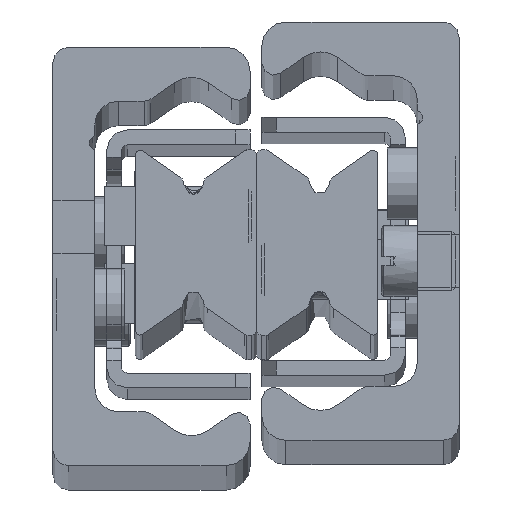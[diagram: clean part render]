
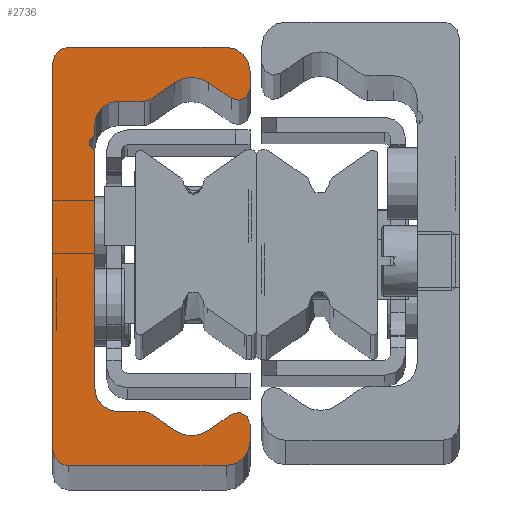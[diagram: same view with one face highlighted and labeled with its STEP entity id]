
A CAD part, top view. The second image highlights one B-rep face of the part: STEP entity #2736.
In plain terms, the highlighted planar face has unit normal (0, 0, 1).
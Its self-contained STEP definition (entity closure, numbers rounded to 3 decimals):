
#1658=CARTESIAN_POINT('',(1.299,0.,1170.0));
#1659=VERTEX_POINT('',#1658);
#1660=CARTESIAN_POINT('',(-0.001,1.3,1170.0));
#1661=VERTEX_POINT('',#1660);
#1662=CARTESIAN_POINT('',(1.299,1.3,1170.0));
#1663=DIRECTION('',(0.0,0.0,-1.0));
#1664=DIRECTION('',(-1.0,0.0,0.0));
#1665=AXIS2_PLACEMENT_3D('',#1662,#1663,#1664);
#1666=CIRCLE('',#1665,1.3);
#1667=EDGE_CURVE('',#1659,#1661,#1666,.T.);
#1700=CARTESIAN_POINT('',(-0.001,33.7,1170.0));
#1701=VERTEX_POINT('',#1700);
#1702=CARTESIAN_POINT('',(-0.001,1.3,1170.0));
#1703=DIRECTION('',(0.0,1.0,0.0));
#1704=VECTOR('',#1703,32.4);
#1705=LINE('',#1702,#1704);
#1706=EDGE_CURVE('',#1661,#1701,#1705,.T.);
#1788=CARTESIAN_POINT('',(1.299,35.0,1170.0));
#1789=VERTEX_POINT('',#1788);
#1790=CARTESIAN_POINT('',(1.299,33.7,1170.0));
#1791=DIRECTION('',(0.0,0.0,-1.0));
#1792=DIRECTION('',(0.0,1.0,0.0));
#1793=AXIS2_PLACEMENT_3D('',#1790,#1791,#1792);
#1794=CIRCLE('',#1793,1.3);
#1795=EDGE_CURVE('',#1701,#1789,#1794,.T.);
#1821=CARTESIAN_POINT('',(14.499,35.0,1170.0));
#1822=VERTEX_POINT('',#1821);
#1823=CARTESIAN_POINT('',(1.299,35.0,1170.0));
#1824=DIRECTION('',(1.0,0.0,0.0));
#1825=VECTOR('',#1824,13.2);
#1826=LINE('',#1823,#1825);
#1827=EDGE_CURVE('',#1789,#1822,#1826,.T.);
#1852=CARTESIAN_POINT('',(16.499,33.0,1170.0));
#1853=VERTEX_POINT('',#1852);
#1854=CARTESIAN_POINT('',(14.499,33.0,1170.0));
#1855=DIRECTION('',(0.0,0.0,-1.0));
#1856=DIRECTION('',(1.0,0.0,0.0));
#1857=AXIS2_PLACEMENT_3D('',#1854,#1855,#1856);
#1858=CIRCLE('',#1857,2.0);
#1859=EDGE_CURVE('',#1822,#1853,#1858,.T.);
#1885=CARTESIAN_POINT('',(16.499,31.542,1170.0));
#1886=VERTEX_POINT('',#1885);
#1887=CARTESIAN_POINT('',(16.499,33.0,1170.0));
#1888=DIRECTION('',(0.0,-1.0,0.0));
#1889=VECTOR('',#1888,1.458);
#1890=LINE('',#1887,#1889);
#1891=EDGE_CURVE('',#1853,#1886,#1890,.T.);
#1916=CARTESIAN_POINT('',(14.926,30.723,1170.0));
#1917=VERTEX_POINT('',#1916);
#1918=CARTESIAN_POINT('',(15.499,31.542,1170.0));
#1919=DIRECTION('',(0.0,0.0,-1.0));
#1920=DIRECTION('',(-0.574,-0.819,0.0));
#1921=AXIS2_PLACEMENT_3D('',#1918,#1919,#1920);
#1922=CIRCLE('',#1921,1.);
#1923=EDGE_CURVE('',#1886,#1917,#1922,.T.);
#1949=CARTESIAN_POINT('',(13.033,32.048,1170.0));
#1950=VERTEX_POINT('',#1949);
#1951=CARTESIAN_POINT('',(14.926,30.723,1170.0));
#1952=DIRECTION('',(-0.819,0.574,0.0));
#1953=VECTOR('',#1952,2.31);
#1954=LINE('',#1951,#1953);
#1955=EDGE_CURVE('',#1917,#1950,#1954,.T.);
#1980=CARTESIAN_POINT('',(10.165,32.048,1170.0));
#1981=VERTEX_POINT('',#1980);
#1982=CARTESIAN_POINT('',(11.599,30.0,1170.0));
#1983=DIRECTION('',(0.0,0.0,1.));
#1984=DIRECTION('',(-0.574,-0.819,0.0));
#1985=AXIS2_PLACEMENT_3D('',#1982,#1983,#1984);
#1986=CIRCLE('',#1985,2.5);
#1987=EDGE_CURVE('',#1950,#1981,#1986,.T.);
#2013=CARTESIAN_POINT('',(8.213,30.681,1170.0));
#2014=VERTEX_POINT('',#2013);
#2015=CARTESIAN_POINT('',(10.165,32.048,1170.0));
#2016=DIRECTION('',(-0.819,-0.574,0.0));
#2017=VECTOR('',#2016,2.383);
#2018=LINE('',#2015,#2017);
#2019=EDGE_CURVE('',#1981,#2014,#2018,.T.);
#2044=CARTESIAN_POINT('',(7.64,30.5,1170.0));
#2045=VERTEX_POINT('',#2044);
#2046=CARTESIAN_POINT('',(7.64,31.5,1170.0));
#2047=DIRECTION('',(0.0,0.0,-1.0));
#2048=DIRECTION('',(0.0,-1.0,0.0));
#2049=AXIS2_PLACEMENT_3D('',#2046,#2047,#2048);
#2050=CIRCLE('',#2049,1.);
#2051=EDGE_CURVE('',#2014,#2045,#2050,.T.);
#2077=CARTESIAN_POINT('',(5.499,30.5,1170.0));
#2078=VERTEX_POINT('',#2077);
#2079=CARTESIAN_POINT('',(7.64,30.5,1170.0));
#2080=DIRECTION('',(-1.0,0.0,0.0));
#2081=VECTOR('',#2080,2.14);
#2082=LINE('',#2079,#2081);
#2083=EDGE_CURVE('',#2045,#2078,#2082,.T.);
#2108=CARTESIAN_POINT('',(3.499,28.5,1170.0));
#2109=VERTEX_POINT('',#2108);
#2110=CARTESIAN_POINT('',(5.499,28.5,1170.0));
#2111=DIRECTION('',(0.0,0.0,1.0));
#2112=DIRECTION('',(0.0,-1.0,0.0));
#2113=AXIS2_PLACEMENT_3D('',#2110,#2111,#2112);
#2114=CIRCLE('',#2113,2.0);
#2115=EDGE_CURVE('',#2078,#2109,#2114,.T.);
#2141=CARTESIAN_POINT('',(3.499,27.671,1170.0));
#2142=VERTEX_POINT('',#2141);
#2143=CARTESIAN_POINT('',(3.499,28.5,1170.0));
#2144=DIRECTION('',(0.0,-1.0,0.0));
#2145=VECTOR('',#2144,0.829);
#2146=LINE('',#2143,#2145);
#2147=EDGE_CURVE('',#2109,#2142,#2146,.T.);
#2172=CARTESIAN_POINT('',(3.357,27.479,1170.0));
#2173=VERTEX_POINT('',#2172);
#2174=CARTESIAN_POINT('',(3.299,27.671,1170.0));
#2175=DIRECTION('',(0.0,0.0,-1.0));
#2176=DIRECTION('',(0.286,-0.958,0.0));
#2177=AXIS2_PLACEMENT_3D('',#2174,#2175,#2176);
#2178=CIRCLE('',#2177,0.2);
#2179=EDGE_CURVE('',#2142,#2173,#2178,.T.);
#2205=CARTESIAN_POINT('',(3.357,26.521,1170.0));
#2206=VERTEX_POINT('',#2205);
#2207=CARTESIAN_POINT('',(3.499,27.0,1170.0));
#2208=DIRECTION('',(0.0,0.0,1.));
#2209=DIRECTION('',(0.286,-0.958,0.0));
#2210=AXIS2_PLACEMENT_3D('',#2207,#2208,#2209);
#2211=CIRCLE('',#2210,0.5);
#2212=EDGE_CURVE('',#2173,#2206,#2211,.T.);
#2238=CARTESIAN_POINT('',(3.499,26.329,1170.0));
#2239=VERTEX_POINT('',#2238);
#2240=CARTESIAN_POINT('',(3.299,26.329,1170.0));
#2241=DIRECTION('',(0.0,0.0,-1.0));
#2242=DIRECTION('',(1.0,0.0,0.0));
#2243=AXIS2_PLACEMENT_3D('',#2240,#2241,#2242);
#2244=CIRCLE('',#2243,0.2);
#2245=EDGE_CURVE('',#2206,#2239,#2244,.T.);
#2271=CARTESIAN_POINT('',(3.499,6.5,1170.0));
#2272=VERTEX_POINT('',#2271);
#2273=CARTESIAN_POINT('',(3.499,26.329,1170.0));
#2274=DIRECTION('',(0.0,-1.0,0.0));
#2275=VECTOR('',#2274,19.829);
#2276=LINE('',#2273,#2275);
#2277=EDGE_CURVE('',#2239,#2272,#2276,.T.);
#2359=CARTESIAN_POINT('',(5.499,4.5,1170.0));
#2360=VERTEX_POINT('',#2359);
#2361=CARTESIAN_POINT('',(5.499,6.5,1170.0));
#2362=DIRECTION('',(0.0,0.0,1.0));
#2363=DIRECTION('',(1.0,0.0,0.0));
#2364=AXIS2_PLACEMENT_3D('',#2361,#2362,#2363);
#2365=CIRCLE('',#2364,2.0);
#2366=EDGE_CURVE('',#2272,#2360,#2365,.T.);
#2392=CARTESIAN_POINT('',(7.64,4.5,1170.0));
#2393=VERTEX_POINT('',#2392);
#2394=CARTESIAN_POINT('',(5.499,4.5,1170.0));
#2395=DIRECTION('',(1.0,0.0,0.0));
#2396=VECTOR('',#2395,2.14);
#2397=LINE('',#2394,#2396);
#2398=EDGE_CURVE('',#2360,#2393,#2397,.T.);
#2423=CARTESIAN_POINT('',(8.213,4.319,1170.0));
#2424=VERTEX_POINT('',#2423);
#2425=CARTESIAN_POINT('',(7.64,3.5,1170.0));
#2426=DIRECTION('',(0.0,0.0,-1.0));
#2427=DIRECTION('',(0.574,0.819,0.0));
#2428=AXIS2_PLACEMENT_3D('',#2425,#2426,#2427);
#2429=CIRCLE('',#2428,1.);
#2430=EDGE_CURVE('',#2393,#2424,#2429,.T.);
#2456=CARTESIAN_POINT('',(10.165,2.952,1170.0));
#2457=VERTEX_POINT('',#2456);
#2458=CARTESIAN_POINT('',(8.213,4.319,1170.0));
#2459=DIRECTION('',(0.819,-0.574,0.0));
#2460=VECTOR('',#2459,2.383);
#2461=LINE('',#2458,#2460);
#2462=EDGE_CURVE('',#2424,#2457,#2461,.T.);
#2487=CARTESIAN_POINT('',(13.033,2.952,1170.0));
#2488=VERTEX_POINT('',#2487);
#2489=CARTESIAN_POINT('',(11.599,5.,1170.0));
#2490=DIRECTION('',(0.0,0.0,1.));
#2491=DIRECTION('',(0.574,0.819,0.0));
#2492=AXIS2_PLACEMENT_3D('',#2489,#2490,#2491);
#2493=CIRCLE('',#2492,2.5);
#2494=EDGE_CURVE('',#2457,#2488,#2493,.T.);
#2520=CARTESIAN_POINT('',(14.926,4.277,1170.0));
#2521=VERTEX_POINT('',#2520);
#2522=CARTESIAN_POINT('',(13.033,2.952,1170.0));
#2523=DIRECTION('',(0.819,0.574,0.0));
#2524=VECTOR('',#2523,2.31);
#2525=LINE('',#2522,#2524);
#2526=EDGE_CURVE('',#2488,#2521,#2525,.T.);
#2551=CARTESIAN_POINT('',(16.499,3.458,1170.0));
#2552=VERTEX_POINT('',#2551);
#2553=CARTESIAN_POINT('',(15.499,3.458,1170.0));
#2554=DIRECTION('',(0.0,0.0,-1.0));
#2555=DIRECTION('',(1.0,0.0,0.0));
#2556=AXIS2_PLACEMENT_3D('',#2553,#2554,#2555);
#2557=CIRCLE('',#2556,1.);
#2558=EDGE_CURVE('',#2521,#2552,#2557,.T.);
#2584=CARTESIAN_POINT('',(16.499,2.,1170.0));
#2585=VERTEX_POINT('',#2584);
#2586=CARTESIAN_POINT('',(16.499,3.458,1170.0));
#2587=DIRECTION('',(0.0,-1.0,0.0));
#2588=VECTOR('',#2587,1.458);
#2589=LINE('',#2586,#2588);
#2590=EDGE_CURVE('',#2552,#2585,#2589,.T.);
#2615=CARTESIAN_POINT('',(14.499,0.,1170.0));
#2616=VERTEX_POINT('',#2615);
#2617=CARTESIAN_POINT('',(14.499,2.,1170.0));
#2618=DIRECTION('',(0.0,0.0,-1.0));
#2619=DIRECTION('',(0.0,-1.0,0.0));
#2620=AXIS2_PLACEMENT_3D('',#2617,#2618,#2619);
#2621=CIRCLE('',#2620,2.0);
#2622=EDGE_CURVE('',#2585,#2616,#2621,.T.);
#2648=CARTESIAN_POINT('',(14.499,0.,1170.0));
#2649=DIRECTION('',(-1.0,0.0,0.0));
#2650=VECTOR('',#2649,13.2);
#2651=LINE('',#2648,#2650);
#2652=EDGE_CURVE('',#2616,#1659,#2651,.T.);
#2701=CARTESIAN_POINT('',(5.933,17.534,1170.0));
#2702=DIRECTION('',(0.0,0.0,1.0));
#2703=DIRECTION('',(1.0,0.0,0.0));
#2704=AXIS2_PLACEMENT_3D('',#2701,#2702,#2703);
#2705=PLANE('',#2704);
#2706=ORIENTED_EDGE('',*,*,#1667,.F.);
#2707=ORIENTED_EDGE('',*,*,#2652,.F.);
#2708=ORIENTED_EDGE('',*,*,#2622,.F.);
#2709=ORIENTED_EDGE('',*,*,#2590,.F.);
#2710=ORIENTED_EDGE('',*,*,#2558,.F.);
#2711=ORIENTED_EDGE('',*,*,#2526,.F.);
#2712=ORIENTED_EDGE('',*,*,#2494,.F.);
#2713=ORIENTED_EDGE('',*,*,#2462,.F.);
#2714=ORIENTED_EDGE('',*,*,#2430,.F.);
#2715=ORIENTED_EDGE('',*,*,#2398,.F.);
#2716=ORIENTED_EDGE('',*,*,#2366,.F.);
#2717=ORIENTED_EDGE('',*,*,#2277,.F.);
#2718=ORIENTED_EDGE('',*,*,#2245,.F.);
#2719=ORIENTED_EDGE('',*,*,#2212,.F.);
#2720=ORIENTED_EDGE('',*,*,#2179,.F.);
#2721=ORIENTED_EDGE('',*,*,#2147,.F.);
#2722=ORIENTED_EDGE('',*,*,#2115,.F.);
#2723=ORIENTED_EDGE('',*,*,#2083,.F.);
#2724=ORIENTED_EDGE('',*,*,#2051,.F.);
#2725=ORIENTED_EDGE('',*,*,#2019,.F.);
#2726=ORIENTED_EDGE('',*,*,#1987,.F.);
#2727=ORIENTED_EDGE('',*,*,#1955,.F.);
#2728=ORIENTED_EDGE('',*,*,#1923,.F.);
#2729=ORIENTED_EDGE('',*,*,#1891,.F.);
#2730=ORIENTED_EDGE('',*,*,#1859,.F.);
#2731=ORIENTED_EDGE('',*,*,#1827,.F.);
#2732=ORIENTED_EDGE('',*,*,#1795,.F.);
#2733=ORIENTED_EDGE('',*,*,#1706,.F.);
#2734=EDGE_LOOP('',(#2706,#2707,#2708,#2709,#2710,#2711,#2712,#2713,#2714,#2715,#2716,#2717,#2718,#2719,#2720,#2721,#2722,#2723,#2724,#2725,#2726,#2727,#2728,#2729,#2730,#2731,#2732,#2733));
#2735=FACE_OUTER_BOUND('',#2734,.T.);
#2736=ADVANCED_FACE('',(#2735),#2705,.T.);
